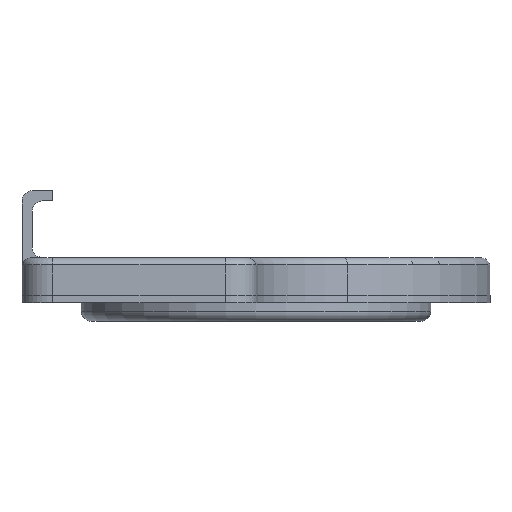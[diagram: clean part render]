
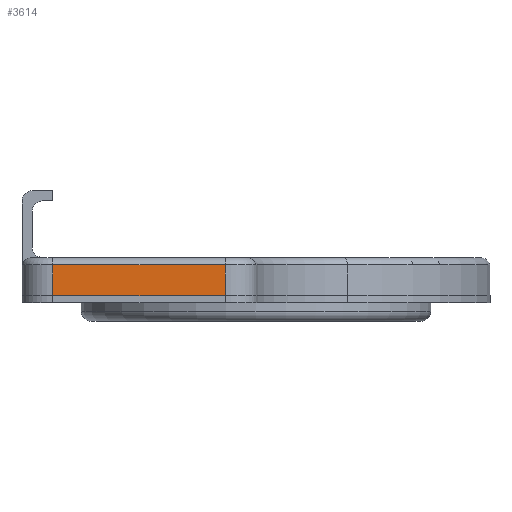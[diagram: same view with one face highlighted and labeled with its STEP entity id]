
A CAD part, left-side view. The second image highlights one B-rep face of the part: STEP entity #3614.
In plain terms, the highlighted planar face has unit normal (-1, 0, 0).
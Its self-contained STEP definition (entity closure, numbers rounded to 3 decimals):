
#291=LINE('',#5681,#577);
#378=LINE('',#6086,#664);
#450=LINE('',#6264,#736);
#451=LINE('',#6266,#737);
#577=VECTOR('',#4534,10.);
#664=VECTOR('',#4903,10.);
#736=VECTOR('',#5159,10.);
#737=VECTOR('',#5162,10.);
#933=FACE_OUTER_BOUND('',#1166,.T.);
#1166=EDGE_LOOP('',(#3269,#3270,#3271,#3272));
#1586=VERTEX_POINT('',#5678);
#1587=VERTEX_POINT('',#5680);
#1732=VERTEX_POINT('',#6075);
#1736=VERTEX_POINT('',#6084);
#1991=EDGE_CURVE('',#1587,#1586,#291,.T.);
#2179=EDGE_CURVE('',#1736,#1732,#378,.T.);
#2265=EDGE_CURVE('',#1586,#1732,#450,.T.);
#2266=EDGE_CURVE('',#1587,#1736,#451,.T.);
#3269=ORIENTED_EDGE('',*,*,#1991,.T.);
#3270=ORIENTED_EDGE('',*,*,#2265,.T.);
#3271=ORIENTED_EDGE('',*,*,#2179,.F.);
#3272=ORIENTED_EDGE('',*,*,#2266,.F.);
#3427=PLANE('',#4053);
#3614=ADVANCED_FACE('',(#933),#3427,.T.);
#4053=AXIS2_PLACEMENT_3D('',#6265,#5160,#5161);
#4534=DIRECTION('',(0.,-1.,0.));
#4903=DIRECTION('',(0.,-1.,0.));
#5159=DIRECTION('',(0.,0.,1.));
#5160=DIRECTION('center_axis',(-1.,0.,0.));
#5161=DIRECTION('ref_axis',(0.,-1.,0.));
#5162=DIRECTION('',(0.,0.,1.));
#5678=CARTESIAN_POINT('',(-77.,6.,5.));
#5680=CARTESIAN_POINT('',(-77.,39.5,5.));
#5681=CARTESIAN_POINT('',(-77.,39.5,5.));
#6075=CARTESIAN_POINT('',(-77.,6.,11.));
#6084=CARTESIAN_POINT('',(-77.,39.5,11.));
#6086=CARTESIAN_POINT('',(-77.,39.5,11.));
#6264=CARTESIAN_POINT('',(-77.,6.,5.));
#6265=CARTESIAN_POINT('Origin',(-77.,39.5,5.));
#6266=CARTESIAN_POINT('',(-77.,39.5,5.));
